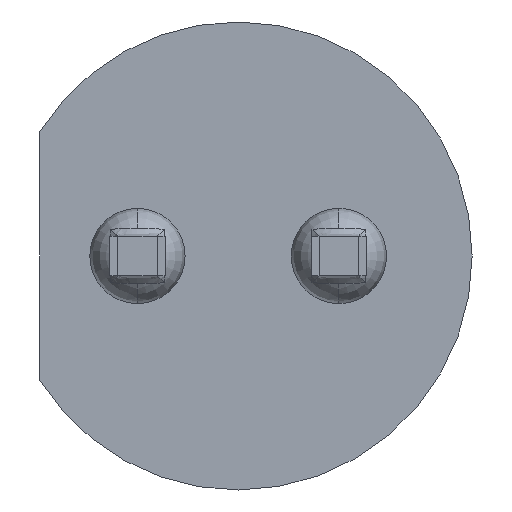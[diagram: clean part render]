
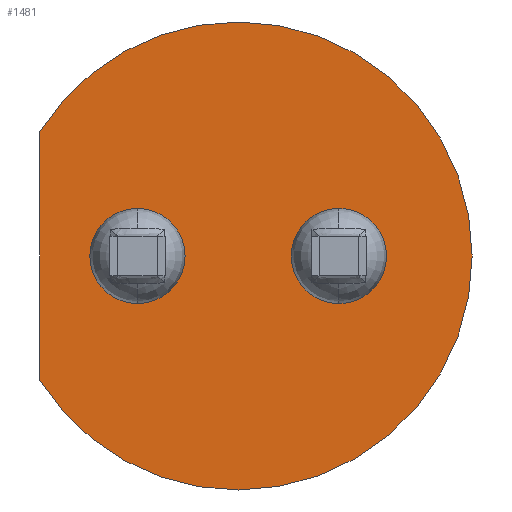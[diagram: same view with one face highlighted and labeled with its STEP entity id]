
A CAD part, front view. The second image highlights one B-rep face of the part: STEP entity #1481.
In plain terms, the highlighted planar face has unit normal (0, -1, 0).
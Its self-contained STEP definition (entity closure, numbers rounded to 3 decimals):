
#6 = CARTESIAN_POINT ( 'NONE',  ( 0., 0., 0. ) ) ;
#34 = LINE ( 'NONE', #1704, #1862 ) ;
#36 = ORIENTED_EDGE ( 'NONE', *, *, #1077, .T. ) ;
#118 = EDGE_CURVE ( 'NONE', #1784, #148, #2004, .T. ) ;
#148 = VERTEX_POINT ( 'NONE', #1011 ) ;
#196 = DIRECTION ( 'NONE',  ( 0., 0., -1. ) ) ;
#236 = ORIENTED_EDGE ( 'NONE', *, *, #1318, .T. ) ;
#306 = PLANE ( 'NONE',  #376 ) ;
#376 = AXIS2_PLACEMENT_3D ( 'NONE', #2118, #2102, #623 ) ;
#412 = CARTESIAN_POINT ( 'NONE',  ( 0., 0., 2.95 ) ) ;
#623 = DIRECTION ( 'NONE',  ( 0., 0., 1. ) ) ;
#632 = VERTEX_POINT ( 'NONE', #1705 ) ;
#689 = CIRCLE ( 'NONE', #1448, 2.95 ) ;
#776 = AXIS2_PLACEMENT_3D ( 'NONE', #6, #2019, #1998 ) ;
#948 = FACE_OUTER_BOUND ( 'NONE', #1300, .T. ) ;
#954 = CARTESIAN_POINT ( 'NONE',  ( 0., 0., 0. ) ) ;
#1011 = CARTESIAN_POINT ( 'NONE',  ( 0., 0., -2.95 ) ) ;
#1077 = EDGE_CURVE ( 'NONE', #148, #2128, #689, .T. ) ;
#1186 = DIRECTION ( 'NONE',  ( 0., 0., 1. ) ) ;
#1300 = EDGE_LOOP ( 'NONE', ( #1640, #1638, #36, #236 ) ) ;
#1318 = EDGE_CURVE ( 'NONE', #2128, #632, #1499, .T. ) ;
#1320 = DIRECTION ( 'NONE',  ( 0., -1., 0. ) ) ;
#1448 = AXIS2_PLACEMENT_3D ( 'NONE', #954, #1825, #1478 ) ;
#1478 = DIRECTION ( 'NONE',  ( 0., 0., -1. ) ) ;
#1481 = ADVANCED_FACE ( 'NONE', ( #948 ), #306, .F. ) ;
#1499 = CIRCLE ( 'NONE', #776, 2.95 ) ;
#1638 = ORIENTED_EDGE ( 'NONE', *, *, #118, .T. ) ;
#1640 = ORIENTED_EDGE ( 'NONE', *, *, #1690, .F. ) ;
#1690 = EDGE_CURVE ( 'NONE', #1784, #632, #34, .T. ) ;
#1704 = CARTESIAN_POINT ( 'NONE',  ( -2.5, 0., 0. ) ) ;
#1705 = CARTESIAN_POINT ( 'NONE',  ( -2.5, 0., 1.566 ) ) ;
#1784 = VERTEX_POINT ( 'NONE', #2089 ) ;
#1825 = DIRECTION ( 'NONE',  ( 0., -1., 0. ) ) ;
#1832 = AXIS2_PLACEMENT_3D ( 'NONE', #1972, #1320, #196 ) ;
#1862 = VECTOR ( 'NONE', #1186, 1000. ) ;
#1972 = CARTESIAN_POINT ( 'NONE',  ( 0., 0., 0. ) ) ;
#1998 = DIRECTION ( 'NONE',  ( 0., 0., -1. ) ) ;
#2004 = CIRCLE ( 'NONE', #1832, 2.95 ) ;
#2019 = DIRECTION ( 'NONE',  ( 0., -1., 0. ) ) ;
#2089 = CARTESIAN_POINT ( 'NONE',  ( -2.5, 0., -1.566 ) ) ;
#2102 = DIRECTION ( 'NONE',  ( 0., 1., 0. ) ) ;
#2118 = CARTESIAN_POINT ( 'NONE',  ( 0., 0., 0. ) ) ;
#2128 = VERTEX_POINT ( 'NONE', #412 ) ;
